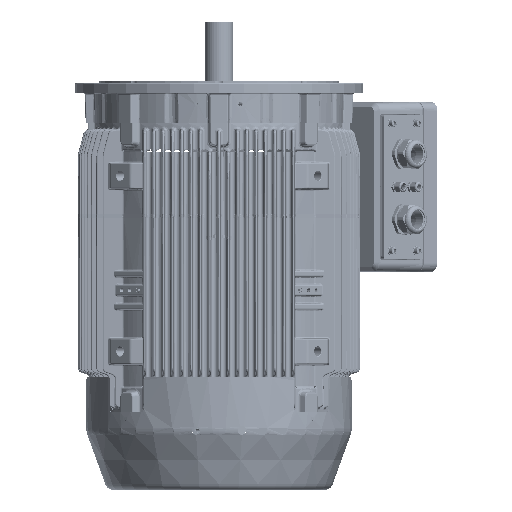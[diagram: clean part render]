
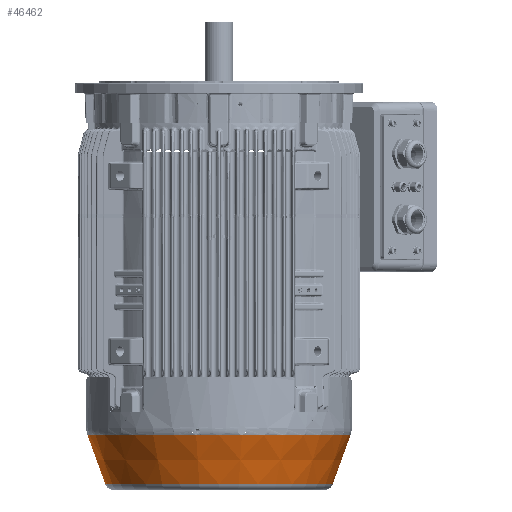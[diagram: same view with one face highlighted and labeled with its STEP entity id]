
A CAD part, front view. The second image highlights one B-rep face of the part: STEP entity #46462.
In plain terms, the highlighted conical face has half-angle 20 degrees and reference radius 259.882 mm.
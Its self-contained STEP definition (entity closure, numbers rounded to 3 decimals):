
#1903=CONICAL_SURFACE('',#145269,259.882,20.);
#46462=ADVANCED_FACE('',(#53328,#53329),#1903,.T.);
#53328=FACE_BOUND('',#56590,.T.);
#53329=FACE_BOUND('',#56591,.T.);
#56590=EDGE_LOOP('',(#67715));
#56591=EDGE_LOOP('',(#67716));
#67715=ORIENTED_EDGE('',*,*,#119507,.T.);
#67716=ORIENTED_EDGE('',*,*,#119505,.F.);
#102277=VERTEX_POINT('',#198398);
#102279=VERTEX_POINT('',#198403);
#119505=EDGE_CURVE('',#102277,#102277,#141148,.T.);
#119507=EDGE_CURVE('',#102279,#102279,#141150,.T.);
#141148=CIRCLE('',#145265,259.882);
#141150=CIRCLE('',#145268,300.485);
#145265=AXIS2_PLACEMENT_3D('',#198397,#156226,#156227);
#145268=AXIS2_PLACEMENT_3D('',#198402,#156232,#156233);
#145269=AXIS2_PLACEMENT_3D('',#198404,#156234,#156235);
#156226=DIRECTION('',(0.,0.,-1.));
#156227=DIRECTION('',(-1.,0.,0.));
#156232=DIRECTION('',(0.,0.,-1.));
#156233=DIRECTION('',(-1.,0.,0.));
#156234=DIRECTION('',(0.,0.,1.));
#156235=DIRECTION('',(1.,0.,0.));
#198397=CARTESIAN_POINT('',(0.,0.,-916.84));
#198398=CARTESIAN_POINT('',(-259.882,0.,-916.84));
#198402=CARTESIAN_POINT('',(0.,0.,-805.285));
#198403=CARTESIAN_POINT('',(-300.485,0.,-805.285));
#198404=CARTESIAN_POINT('',(0.,0.,-916.84));
